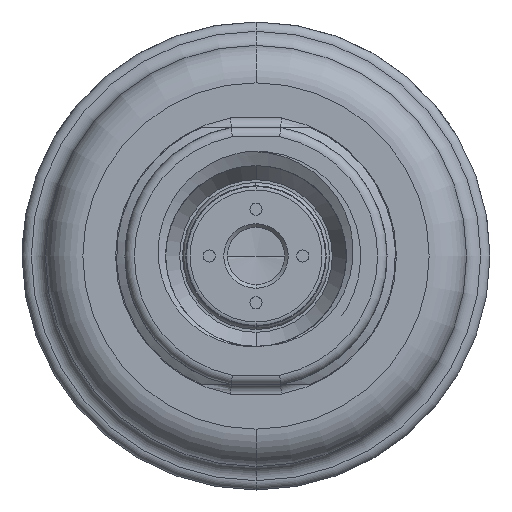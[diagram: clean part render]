
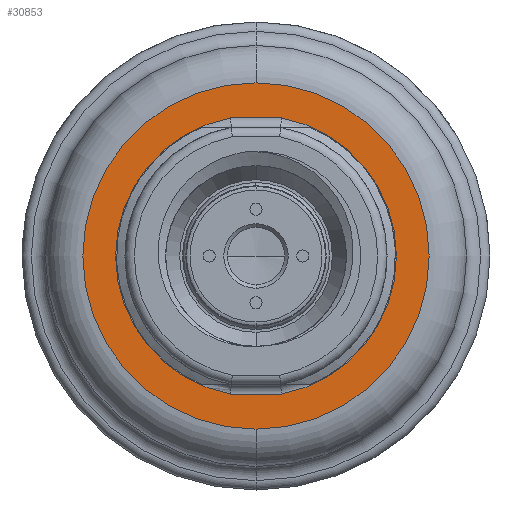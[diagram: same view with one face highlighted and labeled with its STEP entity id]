
A CAD part, front view. The second image highlights one B-rep face of the part: STEP entity #30853.
In plain terms, the highlighted planar face has unit normal (0, -1, 0).
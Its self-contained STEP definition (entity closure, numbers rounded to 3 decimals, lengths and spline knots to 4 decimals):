
#2804=CARTESIAN_POINT('',(0.,-0.1575,0.));
#2805=DIRECTION('',(0.,-1.,0.));
#2806=DIRECTION('',(0.,0.,-1.));
#2807=AXIS2_PLACEMENT_3D('',#2804,#2805,#2806);
#2809=CARTESIAN_POINT('',(0.,-0.1575,0.));
#2810=DIRECTION('',(0.,-1.,0.));
#2811=DIRECTION('',(0.,0.,1.));
#2812=AXIS2_PLACEMENT_3D('',#2809,#2810,#2811);
#2814=CARTESIAN_POINT('',(0.,-0.1575,0.));
#2815=DIRECTION('',(0.,-1.,0.));
#2816=DIRECTION('',(-0.182,0.,0.983));
#2817=AXIS2_PLACEMENT_3D('',#2814,#2815,#2816);
#2819=DIRECTION('',(1.,0.,0.));
#2820=VECTOR('',#2819,0.2147);
#2821=CARTESIAN_POINT('',(-0.1074,-0.1575,
-0.5807));
#2822=LINE('',#2821,#2820);
#2823=CARTESIAN_POINT('',(0.,-0.1575,0.));
#2824=DIRECTION('',(0.,-1.,0.));
#2825=DIRECTION('',(0.182,0.,-0.983));
#2826=AXIS2_PLACEMENT_3D('',#2823,#2824,#2825);
#2828=DIRECTION('',(-1.,0.,0.));
#2829=VECTOR('',#2828,0.2147);
#2830=CARTESIAN_POINT('',(0.1074,-0.1575,
0.5807));
#2831=LINE('',#2830,#2829);
#27291=CARTESIAN_POINT('',(-0.1074,-0.1575,
0.5807));
#27292=CARTESIAN_POINT('',(-0.1074,-0.1575,
-0.5807));
#27293=VERTEX_POINT('',#27291);
#27294=VERTEX_POINT('',#27292);
#27299=CARTESIAN_POINT('',(0.1074,-0.1575,
-0.5807));
#27300=CARTESIAN_POINT('',(0.1074,-0.1575,
0.5807));
#27301=VERTEX_POINT('',#27299);
#27302=VERTEX_POINT('',#27300);
#27605=CARTESIAN_POINT('',(0.,-0.1575,-0.7283));
#27606=CARTESIAN_POINT('',(0.,-0.1575,0.7283));
#27607=VERTEX_POINT('',#27605);
#27608=VERTEX_POINT('',#27606);
#30833=CARTESIAN_POINT('',(0.,-0.1575,0.));
#30834=DIRECTION('',(0.,-1.,0.));
#30835=DIRECTION('',(0.,0.,1.));
#30836=AXIS2_PLACEMENT_3D('',#30833,#30834,#30835);
#30837=PLANE('',#30836);
#30839=ORIENTED_EDGE('',*,*,#30838,.F.);
#30841=ORIENTED_EDGE('',*,*,#30840,.F.);
#30842=EDGE_LOOP('',(#30839,#30841));
#30843=FACE_OUTER_BOUND('',#30842,.F.);
#30845=ORIENTED_EDGE('',*,*,#30844,.T.);
#30847=ORIENTED_EDGE('',*,*,#30846,.T.);
#30848=ORIENTED_EDGE('',*,*,#30823,.T.);
#30850=ORIENTED_EDGE('',*,*,#30849,.T.);
#30851=EDGE_LOOP('',(#30845,#30847,#30848,#30850));
#30852=FACE_BOUND('',#30851,.F.);
#30853=ADVANCED_FACE('',(#30843,#30852),#30837,.T.);
#2808=CIRCLE('',#2807,0.7283);
#2813=CIRCLE('',#2812,0.7283);
#2818=CIRCLE('',#2817,0.5906);
#2827=CIRCLE('',#2826,0.5906);
#30823=EDGE_CURVE('',#27301,#27302,#2827,.T.);
#30838=EDGE_CURVE('',#27607,#27608,#2808,.T.);
#30840=EDGE_CURVE('',#27608,#27607,#2813,.T.);
#30844=EDGE_CURVE('',#27293,#27294,#2818,.T.);
#30846=EDGE_CURVE('',#27294,#27301,#2822,.T.);
#30849=EDGE_CURVE('',#27302,#27293,#2831,.T.);
